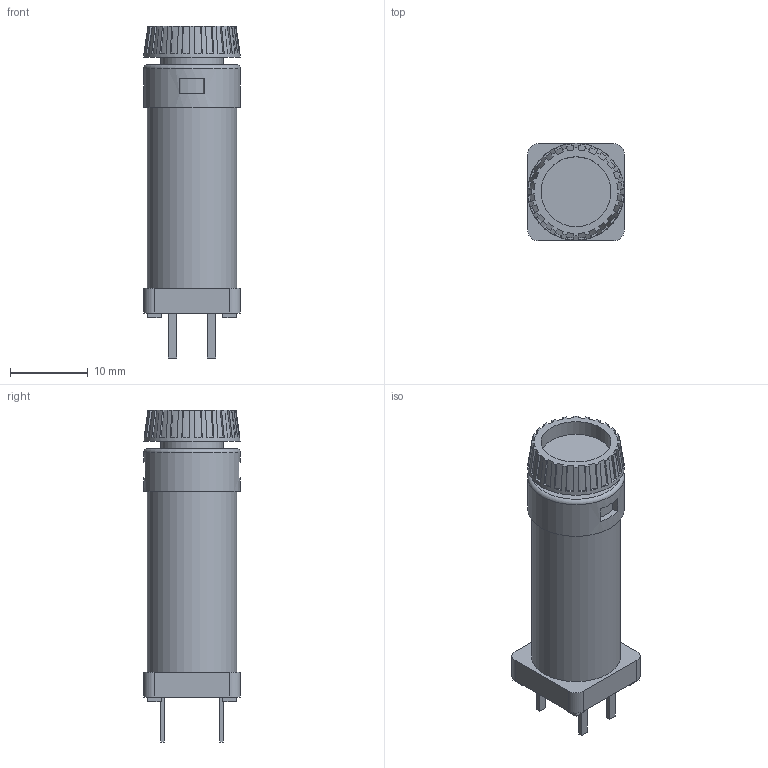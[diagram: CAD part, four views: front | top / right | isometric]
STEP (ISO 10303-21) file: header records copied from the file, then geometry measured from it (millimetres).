
FILE_DESCRIPTION(/* description */ (''),/* implementation_level */ '2;1');
FILE_NAME(/* name */ 'FUSH_SCHURTER_3101.0045.stp',/* time_stamp */ '2017-08-07T11:25:01+02:00',/* author */ ('jchouvet'),/* organization */ (''),/* preprocessor_version */ 'ST-DEVELOPER v16.1',/* originating_system */ 'AutoCAD Mechanical',/* authorisation */ '');
FILE_SCHEMA (('AUTOMOTIVE_DESIGN { 1 0 10303 214 3 1 1 }'));
Length unit declared in the file: millimetre
Products named in the file (1): Product
Bounding box: 12.5 x 12.5 x 42.8 mm (x, y, z)
Volume: 3782 mm3; surface area: 2679.9 mm2
Topology: 8 solids, 8 shells, 191 faces, 491 edges, 327 vertices
Faces by surface type: plane 103, bspline 72, cylinder 14, torus 1, cone 1
Full cylindrical faces by diameter (mm): 8 x1, 9 x1, 9.3 x1, 9.5 x1, 11.5 x1, 12.5 x1
Entity records: 6888 total; most frequent: CARTESIAN_POINT 2582, ORIENTED_EDGE 962, DIRECTION 710, EDGE_CURVE 481, VERTEX_POINT 325, LINE 252, VECTOR 252, AXIS2_PLACEMENT_3D 229
